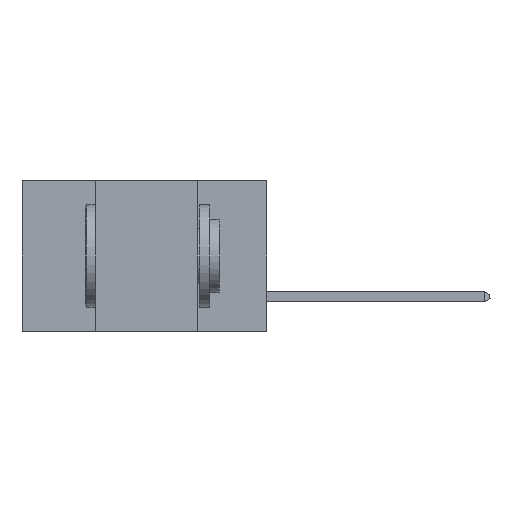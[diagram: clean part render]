
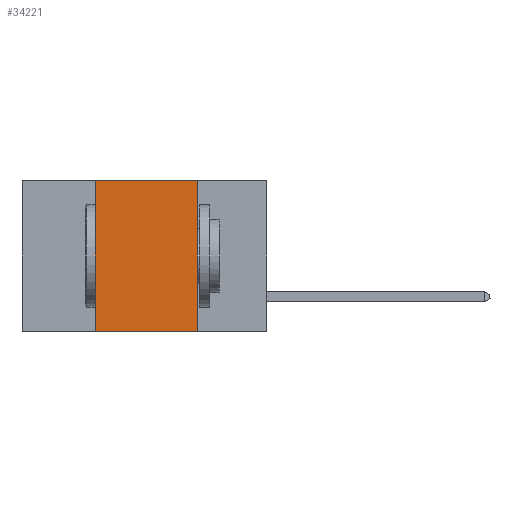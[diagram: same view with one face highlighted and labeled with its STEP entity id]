
A CAD part, left-side view. The second image highlights one B-rep face of the part: STEP entity #34221.
In plain terms, the highlighted planar face has unit normal (-1, 0, 0).
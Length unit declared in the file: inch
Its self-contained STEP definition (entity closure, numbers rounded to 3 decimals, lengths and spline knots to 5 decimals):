
#1376 = VECTOR ( 'NONE', #25696, 39.37008 ) ;
#1568 = FACE_OUTER_BOUND ( 'NONE', #29709, .T. ) ;
#1673 = ORIENTED_EDGE ( 'NONE', *, *, #14884, .F. ) ;
#1930 = DIRECTION ( 'NONE',  ( 0., 0., -1. ) ) ;
#2079 = CARTESIAN_POINT ( 'NONE',  ( 0., 0.17, 0. ) ) ;
#2437 = CARTESIAN_POINT ( 'NONE',  ( 0., 0.6, 0. ) ) ;
#2583 = DIRECTION ( 'NONE',  ( 1., 0., 0. ) ) ;
#6133 = EDGE_CURVE ( 'NONE', #39044, #32171, #6587, .T. ) ;
#6587 = LINE ( 'NONE', #21380, #19145 ) ;
#9501 = VECTOR ( 'NONE', #1930, 39.37008 ) ;
#10585 = ORIENTED_EDGE ( 'NONE', *, *, #6133, .F. ) ;
#10731 = AXIS2_PLACEMENT_3D ( 'NONE', #2437, #2583, #24667 ) ;
#11099 = CARTESIAN_POINT ( 'NONE',  ( 0., 0.17, -0.37 ) ) ;
#13065 = CARTESIAN_POINT ( 'NONE',  ( 0., 0.17, 0. ) ) ;
#13885 = VERTEX_POINT ( 'NONE', #11099 ) ;
#14884 = EDGE_CURVE ( 'NONE', #30638, #13885, #41667, .T. ) ;
#15366 = DIRECTION ( 'NONE',  ( 0., 0., 1. ) ) ;
#15632 = EDGE_CURVE ( 'NONE', #39044, #13885, #16532, .T. ) ;
#16532 = LINE ( 'NONE', #32106, #1376 ) ;
#18351 = PLANE ( 'NONE',  #10731 ) ;
#19145 = VECTOR ( 'NONE', #15366, 39.37008 ) ;
#21380 = CARTESIAN_POINT ( 'NONE',  ( 0., 0.42, 0. ) ) ;
#23129 = VECTOR ( 'NONE', #32147, 39.37008 ) ;
#24630 = LINE ( 'NONE', #38855, #23129 ) ;
#24667 = DIRECTION ( 'NONE',  ( 0., 0., -1. ) ) ;
#25696 = DIRECTION ( 'NONE',  ( 0., -1., 0. ) ) ;
#25703 = ORIENTED_EDGE ( 'NONE', *, *, #15632, .T. ) ;
#27657 = EDGE_CURVE ( 'NONE', #32171, #30638, #24630, .T. ) ;
#29709 = EDGE_LOOP ( 'NONE', ( #1673, #41194, #10585, #25703 ) ) ;
#30638 = VERTEX_POINT ( 'NONE', #13065 ) ;
#31487 = CARTESIAN_POINT ( 'NONE',  ( 0., 0.42, 0. ) ) ;
#32106 = CARTESIAN_POINT ( 'NONE',  ( 0., 0.6, -0.37 ) ) ;
#32147 = DIRECTION ( 'NONE',  ( 0., -1., 0. ) ) ;
#32171 = VERTEX_POINT ( 'NONE', #31487 ) ;
#34221 = ADVANCED_FACE ( 'NONE', ( #1568 ), #18351, .F. ) ;
#38855 = CARTESIAN_POINT ( 'NONE',  ( 0., 0.6, 0. ) ) ;
#39044 = VERTEX_POINT ( 'NONE', #39097 ) ;
#39097 = CARTESIAN_POINT ( 'NONE',  ( 0., 0.42, -0.37 ) ) ;
#41194 = ORIENTED_EDGE ( 'NONE', *, *, #27657, .F. ) ;
#41667 = LINE ( 'NONE', #2079, #9501 ) ;
